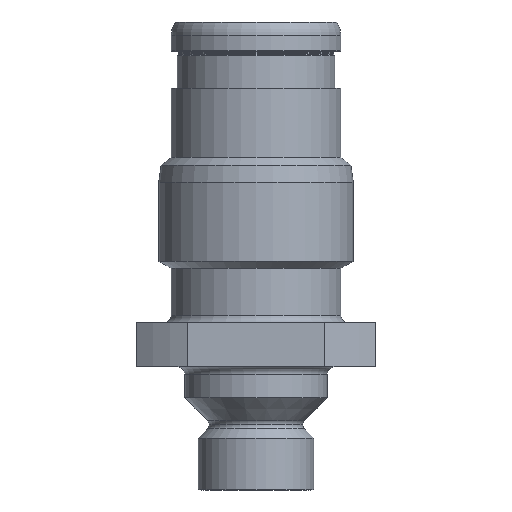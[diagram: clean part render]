
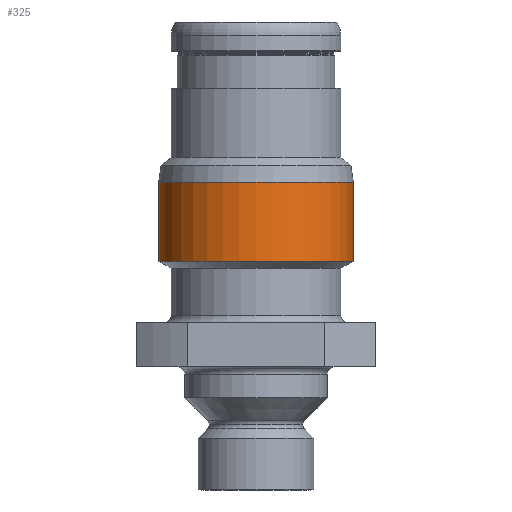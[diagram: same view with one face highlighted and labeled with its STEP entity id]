
A CAD part, front view. The second image highlights one B-rep face of the part: STEP entity #325.
In plain terms, the highlighted cylindrical face has radius 3.95 mm (diameter 7.9 mm), a partial arc.
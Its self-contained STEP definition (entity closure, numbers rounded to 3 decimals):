
#1 = CARTESIAN_POINT ( 'NONE',  ( 3.95, 0., -6.5 ) ) ;
#54 = VERTEX_POINT ( 'NONE', #2774 ) ;
#325 = ADVANCED_FACE ( 'NONE', ( #5820 ), #1802, .T. ) ;
#602 = DIRECTION ( 'NONE',  ( 0., 0., 1. ) ) ;
#890 = LINE ( 'NONE', #1770, #2758 ) ;
#1366 = EDGE_LOOP ( 'NONE', ( #7991, #2913, #1846, #1371 ) ) ;
#1371 = ORIENTED_EDGE ( 'NONE', *, *, #1893, .F. ) ;
#1501 = CARTESIAN_POINT ( 'NONE',  ( -3.95, 0., 1.82 ) ) ;
#1550 = AXIS2_PLACEMENT_3D ( 'NONE', #4776, #602, #3301 ) ;
#1770 = CARTESIAN_POINT ( 'NONE',  ( 3.95, 0., 1.82 ) ) ;
#1802 = CYLINDRICAL_SURFACE ( 'NONE', #1550, 3.95 ) ;
#1846 = ORIENTED_EDGE ( 'NONE', *, *, #7771, .T. ) ;
#1893 = EDGE_CURVE ( 'NONE', #9225, #6151, #5245, .T. ) ;
#2033 = CARTESIAN_POINT ( 'NONE',  ( 0., 0., -9.708 ) ) ;
#2384 = DIRECTION ( 'NONE',  ( 1., 0., 0. ) ) ;
#2758 = VECTOR ( 'NONE', #8226, 1000. ) ;
#2774 = CARTESIAN_POINT ( 'NONE',  ( 3.95, 0., -9.708 ) ) ;
#2867 = DIRECTION ( 'NONE',  ( 0., 0., 1. ) ) ;
#2895 = VERTEX_POINT ( 'NONE', #4490 ) ;
#2906 = CIRCLE ( 'NONE', #7619, 3.95 ) ;
#2913 = ORIENTED_EDGE ( 'NONE', *, *, #7123, .T. ) ;
#3301 = DIRECTION ( 'NONE',  ( 1., 0., 0. ) ) ;
#4490 = CARTESIAN_POINT ( 'NONE',  ( -3.95, 0., -9.708 ) ) ;
#4496 = LINE ( 'NONE', #1501, #6143 ) ;
#4776 = CARTESIAN_POINT ( 'NONE',  ( 0., 0., 1.82 ) ) ;
#5245 = CIRCLE ( 'NONE', #8004, 3.95 ) ;
#5306 = CARTESIAN_POINT ( 'NONE',  ( 0., 0., -6.5 ) ) ;
#5493 = DIRECTION ( 'NONE',  ( 0., 0., 1. ) ) ;
#5820 = FACE_OUTER_BOUND ( 'NONE', #1366, .T. ) ;
#6139 = EDGE_CURVE ( 'NONE', #2895, #9225, #4496, .T. ) ;
#6143 = VECTOR ( 'NONE', #2867, 1000. ) ;
#6151 = VERTEX_POINT ( 'NONE', #1 ) ;
#6205 = DIRECTION ( 'NONE',  ( 1., 0., 0. ) ) ;
#7093 = CARTESIAN_POINT ( 'NONE',  ( -3.95, 0., -6.5 ) ) ;
#7123 = EDGE_CURVE ( 'NONE', #2895, #54, #2906, .T. ) ;
#7619 = AXIS2_PLACEMENT_3D ( 'NONE', #2033, #5493, #6205 ) ;
#7771 = EDGE_CURVE ( 'NONE', #54, #6151, #890, .T. ) ;
#7991 = ORIENTED_EDGE ( 'NONE', *, *, #6139, .F. ) ;
#8004 = AXIS2_PLACEMENT_3D ( 'NONE', #5306, #8834, #2384 ) ;
#8226 = DIRECTION ( 'NONE',  ( 0., 0., 1. ) ) ;
#8834 = DIRECTION ( 'NONE',  ( 0., 0., 1. ) ) ;
#9225 = VERTEX_POINT ( 'NONE', #7093 ) ;
